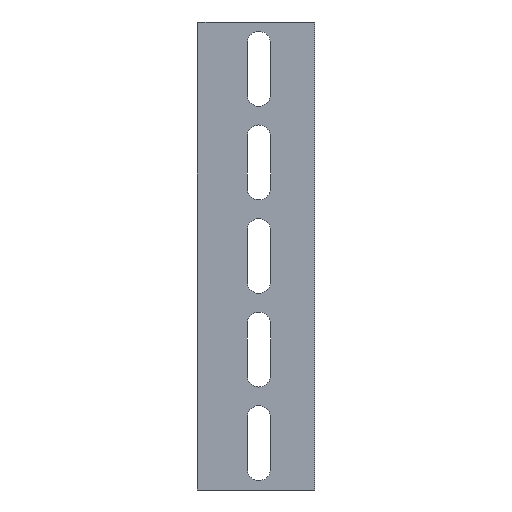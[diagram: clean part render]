
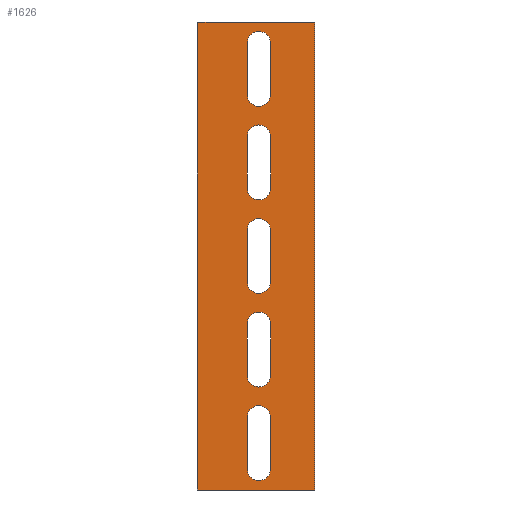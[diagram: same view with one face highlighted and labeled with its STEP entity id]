
A CAD part, left-side view. The second image highlights one B-rep face of the part: STEP entity #1626.
In plain terms, the highlighted planar face has unit normal (-1, 0, 0).
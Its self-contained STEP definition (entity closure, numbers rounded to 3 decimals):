
#69=FACE_BOUND('',#245,.T.);
#70=FACE_BOUND('',#246,.T.);
#71=FACE_BOUND('',#247,.T.);
#72=FACE_BOUND('',#248,.T.);
#73=FACE_BOUND('',#249,.T.);
#124=CIRCLE('',#1778,5.);
#125=CIRCLE('',#1779,5.);
#126=CIRCLE('',#1780,5.);
#127=CIRCLE('',#1781,5.);
#128=CIRCLE('',#1782,5.);
#129=CIRCLE('',#1783,5.);
#130=CIRCLE('',#1784,5.);
#131=CIRCLE('',#1785,5.);
#132=CIRCLE('',#1786,5.);
#133=CIRCLE('',#1787,5.);
#141=FACE_OUTER_BOUND('',#244,.T.);
#244=EDGE_LOOP('',(#1182,#1183,#1184,#1185,#1186,#1187));
#245=EDGE_LOOP('',(#1188,#1189,#1190,#1191));
#246=EDGE_LOOP('',(#1192,#1193,#1194,#1195));
#247=EDGE_LOOP('',(#1196,#1197,#1198,#1199));
#248=EDGE_LOOP('',(#1200,#1201,#1202,#1203));
#249=EDGE_LOOP('',(#1204,#1205,#1206,#1207));
#339=LINE('',#2366,#507);
#355=LINE('',#2418,#523);
#406=LINE('',#2579,#574);
#407=LINE('',#2581,#575);
#408=LINE('',#2583,#576);
#409=LINE('',#2584,#577);
#410=LINE('',#2587,#578);
#411=LINE('',#2591,#579);
#412=LINE('',#2595,#580);
#413=LINE('',#2599,#581);
#414=LINE('',#2603,#582);
#415=LINE('',#2607,#583);
#416=LINE('',#2611,#584);
#417=LINE('',#2615,#585);
#418=LINE('',#2619,#586);
#419=LINE('',#2623,#587);
#507=VECTOR('',#1903,10.);
#523=VECTOR('',#1941,10.);
#574=VECTOR('',#2062,10.);
#575=VECTOR('',#2063,10.);
#576=VECTOR('',#2064,10.);
#577=VECTOR('',#2065,10.);
#578=VECTOR('',#2066,10.);
#579=VECTOR('',#2069,10.);
#580=VECTOR('',#2072,10.);
#581=VECTOR('',#2075,10.);
#582=VECTOR('',#2078,10.);
#583=VECTOR('',#2081,10.);
#584=VECTOR('',#2084,10.);
#585=VECTOR('',#2087,10.);
#586=VECTOR('',#2090,10.);
#587=VECTOR('',#2093,10.);
#684=VERTEX_POINT('',#2363);
#685=VERTEX_POINT('',#2365);
#710=VERTEX_POINT('',#2416);
#785=VERTEX_POINT('',#2578);
#786=VERTEX_POINT('',#2580);
#787=VERTEX_POINT('',#2582);
#788=VERTEX_POINT('',#2585);
#789=VERTEX_POINT('',#2586);
#790=VERTEX_POINT('',#2588);
#791=VERTEX_POINT('',#2590);
#792=VERTEX_POINT('',#2593);
#793=VERTEX_POINT('',#2594);
#794=VERTEX_POINT('',#2596);
#795=VERTEX_POINT('',#2598);
#796=VERTEX_POINT('',#2601);
#797=VERTEX_POINT('',#2602);
#798=VERTEX_POINT('',#2604);
#799=VERTEX_POINT('',#2606);
#800=VERTEX_POINT('',#2609);
#801=VERTEX_POINT('',#2610);
#802=VERTEX_POINT('',#2612);
#803=VERTEX_POINT('',#2614);
#804=VERTEX_POINT('',#2617);
#805=VERTEX_POINT('',#2618);
#806=VERTEX_POINT('',#2620);
#807=VERTEX_POINT('',#2622);
#837=EDGE_CURVE('',#684,#685,#339,.T.);
#863=EDGE_CURVE('',#710,#684,#355,.T.);
#944=EDGE_CURVE('',#785,#710,#406,.T.);
#945=EDGE_CURVE('',#786,#785,#407,.T.);
#946=EDGE_CURVE('',#787,#786,#408,.T.);
#947=EDGE_CURVE('',#787,#685,#409,.T.);
#948=EDGE_CURVE('',#788,#789,#410,.T.);
#949=EDGE_CURVE('',#789,#790,#124,.T.);
#950=EDGE_CURVE('',#790,#791,#411,.T.);
#951=EDGE_CURVE('',#791,#788,#125,.T.);
#952=EDGE_CURVE('',#792,#793,#412,.T.);
#953=EDGE_CURVE('',#793,#794,#126,.T.);
#954=EDGE_CURVE('',#794,#795,#413,.T.);
#955=EDGE_CURVE('',#795,#792,#127,.T.);
#956=EDGE_CURVE('',#796,#797,#414,.T.);
#957=EDGE_CURVE('',#797,#798,#128,.T.);
#958=EDGE_CURVE('',#798,#799,#415,.T.);
#959=EDGE_CURVE('',#799,#796,#129,.T.);
#960=EDGE_CURVE('',#800,#801,#416,.T.);
#961=EDGE_CURVE('',#801,#802,#130,.T.);
#962=EDGE_CURVE('',#802,#803,#417,.T.);
#963=EDGE_CURVE('',#803,#800,#131,.T.);
#964=EDGE_CURVE('',#804,#805,#418,.T.);
#965=EDGE_CURVE('',#805,#806,#132,.T.);
#966=EDGE_CURVE('',#806,#807,#419,.T.);
#967=EDGE_CURVE('',#807,#804,#133,.T.);
#1182=ORIENTED_EDGE('',*,*,#863,.F.);
#1183=ORIENTED_EDGE('',*,*,#944,.F.);
#1184=ORIENTED_EDGE('',*,*,#945,.F.);
#1185=ORIENTED_EDGE('',*,*,#946,.F.);
#1186=ORIENTED_EDGE('',*,*,#947,.T.);
#1187=ORIENTED_EDGE('',*,*,#837,.F.);
#1188=ORIENTED_EDGE('',*,*,#948,.T.);
#1189=ORIENTED_EDGE('',*,*,#949,.T.);
#1190=ORIENTED_EDGE('',*,*,#950,.T.);
#1191=ORIENTED_EDGE('',*,*,#951,.T.);
#1192=ORIENTED_EDGE('',*,*,#952,.T.);
#1193=ORIENTED_EDGE('',*,*,#953,.T.);
#1194=ORIENTED_EDGE('',*,*,#954,.T.);
#1195=ORIENTED_EDGE('',*,*,#955,.T.);
#1196=ORIENTED_EDGE('',*,*,#956,.T.);
#1197=ORIENTED_EDGE('',*,*,#957,.T.);
#1198=ORIENTED_EDGE('',*,*,#958,.T.);
#1199=ORIENTED_EDGE('',*,*,#959,.T.);
#1200=ORIENTED_EDGE('',*,*,#960,.T.);
#1201=ORIENTED_EDGE('',*,*,#961,.T.);
#1202=ORIENTED_EDGE('',*,*,#962,.T.);
#1203=ORIENTED_EDGE('',*,*,#963,.T.);
#1204=ORIENTED_EDGE('',*,*,#964,.T.);
#1205=ORIENTED_EDGE('',*,*,#965,.T.);
#1206=ORIENTED_EDGE('',*,*,#966,.T.);
#1207=ORIENTED_EDGE('',*,*,#967,.T.);
#1499=PLANE('',#1777);
#1626=ADVANCED_FACE('',(#141,#69,#70,#71,#72,#73),#1499,.F.);
#1777=AXIS2_PLACEMENT_3D('',#2577,#2060,#2061);
#1778=AXIS2_PLACEMENT_3D('',#2589,#2067,#2068);
#1779=AXIS2_PLACEMENT_3D('',#2592,#2070,#2071);
#1780=AXIS2_PLACEMENT_3D('',#2597,#2073,#2074);
#1781=AXIS2_PLACEMENT_3D('',#2600,#2076,#2077);
#1782=AXIS2_PLACEMENT_3D('',#2605,#2079,#2080);
#1783=AXIS2_PLACEMENT_3D('',#2608,#2082,#2083);
#1784=AXIS2_PLACEMENT_3D('',#2613,#2085,#2086);
#1785=AXIS2_PLACEMENT_3D('',#2616,#2088,#2089);
#1786=AXIS2_PLACEMENT_3D('',#2621,#2091,#2092);
#1787=AXIS2_PLACEMENT_3D('',#2624,#2094,#2095);
#1903=DIRECTION('',(0.,0.,1.));
#1941=DIRECTION('',(0.,1.,0.));
#2060=DIRECTION('center_axis',(1.,0.,0.));
#2061=DIRECTION('ref_axis',(0.,0.,-1.));
#2062=DIRECTION('',(0.,1.,0.));
#2063=DIRECTION('',(0.,0.,-1.));
#2064=DIRECTION('',(0.,-1.,0.));
#2065=DIRECTION('',(0.,1.,0.));
#2066=DIRECTION('',(0.,0.,1.));
#2067=DIRECTION('center_axis',(1.,0.,0.));
#2068=DIRECTION('ref_axis',(0.,1.,0.));
#2069=DIRECTION('',(0.,0.,-1.));
#2070=DIRECTION('center_axis',(1.,0.,0.));
#2071=DIRECTION('ref_axis',(0.,-1.,0.));
#2072=DIRECTION('',(0.,0.,1.));
#2073=DIRECTION('center_axis',(1.,0.,0.));
#2074=DIRECTION('ref_axis',(0.,1.,0.));
#2075=DIRECTION('',(0.,0.,-1.));
#2076=DIRECTION('center_axis',(1.,0.,0.));
#2077=DIRECTION('ref_axis',(0.,-1.,0.));
#2078=DIRECTION('',(0.,0.,1.));
#2079=DIRECTION('center_axis',(1.,0.,0.));
#2080=DIRECTION('ref_axis',(0.,1.,0.));
#2081=DIRECTION('',(0.,0.,-1.));
#2082=DIRECTION('center_axis',(1.,0.,0.));
#2083=DIRECTION('ref_axis',(0.,-1.,0.));
#2084=DIRECTION('',(0.,0.,1.));
#2085=DIRECTION('center_axis',(1.,0.,0.));
#2086=DIRECTION('ref_axis',(0.,1.,0.));
#2087=DIRECTION('',(0.,0.,-1.));
#2088=DIRECTION('center_axis',(1.,0.,0.));
#2089=DIRECTION('ref_axis',(0.,-1.,0.));
#2090=DIRECTION('',(0.,0.,1.));
#2091=DIRECTION('center_axis',(1.,0.,0.));
#2092=DIRECTION('ref_axis',(0.,1.,0.));
#2093=DIRECTION('',(0.,0.,-1.));
#2094=DIRECTION('center_axis',(1.,0.,0.));
#2095=DIRECTION('ref_axis',(0.,-1.,0.));
#2363=CARTESIAN_POINT('',(0.,50.,0.));
#2365=CARTESIAN_POINT('',(0.,50.,200.));
#2366=CARTESIAN_POINT('',(0.,50.,100.));
#2416=CARTESIAN_POINT('',(0.,45.,0.));
#2418=CARTESIAN_POINT('',(0.,58.852,0.));
#2577=CARTESIAN_POINT('Origin',(0.,70.203,
100.));
#2578=CARTESIAN_POINT('',(0.,0.,0.));
#2579=CARTESIAN_POINT('',(0.,95.407,0.));
#2580=CARTESIAN_POINT('',(0.,0.,200.));
#2581=CARTESIAN_POINT('',(0.,0.,0.));
#2582=CARTESIAN_POINT('',(0.,45.,200.));
#2583=CARTESIAN_POINT('',(0.,0.,200.));
#2584=CARTESIAN_POINT('',(0.,60.102,200.));
#2585=CARTESIAN_POINT('',(0.,28.75,169.));
#2586=CARTESIAN_POINT('',(0.,28.75,191.));
#2587=CARTESIAN_POINT('',(0.,28.75,145.5));
#2588=CARTESIAN_POINT('',(0.,18.75,191.));
#2589=CARTESIAN_POINT('Origin',(0.,23.75,191.));
#2590=CARTESIAN_POINT('',(0.,18.75,169.));
#2591=CARTESIAN_POINT('',(0.,18.75,134.5));
#2592=CARTESIAN_POINT('Origin',(0.,23.75,169.));
#2593=CARTESIAN_POINT('',(0.,28.75,129.));
#2594=CARTESIAN_POINT('',(0.,28.75,151.));
#2595=CARTESIAN_POINT('',(0.,28.75,125.5));
#2596=CARTESIAN_POINT('',(0.,18.75,151.));
#2597=CARTESIAN_POINT('Origin',(0.,23.75,151.));
#2598=CARTESIAN_POINT('',(0.,18.75,129.));
#2599=CARTESIAN_POINT('',(0.,18.75,114.5));
#2600=CARTESIAN_POINT('Origin',(0.,23.75,129.));
#2601=CARTESIAN_POINT('',(0.,28.75,89.));
#2602=CARTESIAN_POINT('',(0.,28.75,111.));
#2603=CARTESIAN_POINT('',(0.,28.75,105.5));
#2604=CARTESIAN_POINT('',(0.,18.75,111.));
#2605=CARTESIAN_POINT('Origin',(0.,23.75,111.));
#2606=CARTESIAN_POINT('',(0.,18.75,89.));
#2607=CARTESIAN_POINT('',(0.,18.75,94.5));
#2608=CARTESIAN_POINT('Origin',(0.,23.75,89.));
#2609=CARTESIAN_POINT('',(0.,28.75,49.));
#2610=CARTESIAN_POINT('',(0.,28.75,71.));
#2611=CARTESIAN_POINT('',(0.,28.75,85.5));
#2612=CARTESIAN_POINT('',(0.,18.75,71.));
#2613=CARTESIAN_POINT('Origin',(0.,23.75,71.));
#2614=CARTESIAN_POINT('',(0.,18.75,49.));
#2615=CARTESIAN_POINT('',(0.,18.75,74.5));
#2616=CARTESIAN_POINT('Origin',(0.,23.75,49.));
#2617=CARTESIAN_POINT('',(0.,28.75,9.));
#2618=CARTESIAN_POINT('',(0.,28.75,31.));
#2619=CARTESIAN_POINT('',(0.,28.75,65.5));
#2620=CARTESIAN_POINT('',(0.,18.75,31.));
#2621=CARTESIAN_POINT('Origin',(0.,23.75,31.));
#2622=CARTESIAN_POINT('',(0.,18.75,9.));
#2623=CARTESIAN_POINT('',(0.,18.75,54.5));
#2624=CARTESIAN_POINT('Origin',(0.,23.75,9.));
